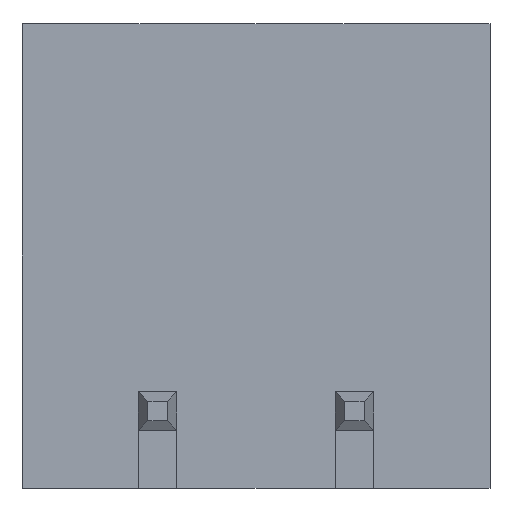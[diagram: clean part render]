
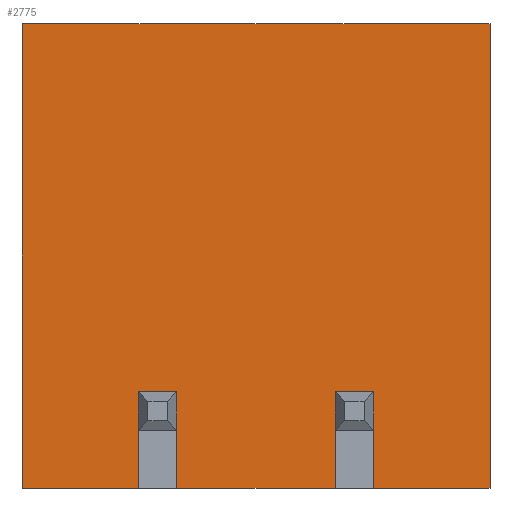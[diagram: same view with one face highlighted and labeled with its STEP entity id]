
A CAD part, front view. The second image highlights one B-rep face of the part: STEP entity #2775.
In plain terms, the highlighted planar face has unit normal (0, -1, 0).
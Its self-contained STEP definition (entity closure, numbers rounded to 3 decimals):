
#6 = CARTESIAN_POINT ( 'NONE',  ( 2.04, 0., -6. ) ) ;
#42 = DIRECTION ( 'NONE',  ( -1., 0., 0. ) ) ;
#69 = LINE ( 'NONE', #1646, #726 ) ;
#83 = VERTEX_POINT ( 'NONE', #6 ) ;
#95 = LINE ( 'NONE', #1344, #2057 ) ;
#154 = PLANE ( 'NONE',  #3952 ) ;
#326 = EDGE_CURVE ( 'NONE', #344, #83, #2529, .T. ) ;
#344 = VERTEX_POINT ( 'NONE', #3194 ) ;
#432 = CARTESIAN_POINT ( 'NONE',  ( -6.04, 0., 6. ) ) ;
#451 = DIRECTION ( 'NONE',  ( 1., 0., 0. ) ) ;
#467 = VERTEX_POINT ( 'NONE', #3904 ) ;
#499 = ORIENTED_EDGE ( 'NONE', *, *, #1516, .F. ) ;
#516 = VERTEX_POINT ( 'NONE', #2888 ) ;
#529 = EDGE_CURVE ( 'NONE', #1325, #3040, #581, .T. ) ;
#548 = VECTOR ( 'NONE', #2780, 1000. ) ;
#572 = CARTESIAN_POINT ( 'NONE',  ( -6.04, 0., -6. ) ) ;
#580 = LINE ( 'NONE', #2528, #1131 ) ;
#581 = LINE ( 'NONE', #2918, #3518 ) ;
#590 = DIRECTION ( 'NONE',  ( -1., 0., 0. ) ) ;
#638 = EDGE_CURVE ( 'NONE', #516, #1325, #2668, .T. ) ;
#695 = CARTESIAN_POINT ( 'NONE',  ( -2.04, 0., -6. ) ) ;
#711 = ORIENTED_EDGE ( 'NONE', *, *, #2567, .F. ) ;
#726 = VECTOR ( 'NONE', #42, 1000. ) ;
#766 = ORIENTED_EDGE ( 'NONE', *, *, #326, .F. ) ;
#790 = VECTOR ( 'NONE', #3415, 1000. ) ;
#796 = VERTEX_POINT ( 'NONE', #695 ) ;
#838 = CARTESIAN_POINT ( 'NONE',  ( -6.04, 0., -6. ) ) ;
#905 = ORIENTED_EDGE ( 'NONE', *, *, #638, .F. ) ;
#926 = DIRECTION ( 'NONE',  ( 0., 0., -1. ) ) ;
#936 = DIRECTION ( 'NONE',  ( 0., 0., 1. ) ) ;
#957 = VERTEX_POINT ( 'NONE', #972 ) ;
#972 = CARTESIAN_POINT ( 'NONE',  ( 3.04, 0., -6. ) ) ;
#973 = VERTEX_POINT ( 'NONE', #2524 ) ;
#995 = CARTESIAN_POINT ( 'NONE',  ( 0., 0., -3.5 ) ) ;
#1090 = CARTESIAN_POINT ( 'NONE',  ( 0., 0., 0. ) ) ;
#1131 = VECTOR ( 'NONE', #936, 1000. ) ;
#1170 = CARTESIAN_POINT ( 'NONE',  ( 6.04, 0., 6. ) ) ;
#1209 = CARTESIAN_POINT ( 'NONE',  ( -6.04, 0., -6. ) ) ;
#1216 = CARTESIAN_POINT ( 'NONE',  ( 6.04, 0., -6. ) ) ;
#1241 = EDGE_CURVE ( 'NONE', #3845, #3567, #1244, .T. ) ;
#1244 = LINE ( 'NONE', #2676, #1504 ) ;
#1289 = DIRECTION ( 'NONE',  ( 0., 0., -1. ) ) ;
#1325 = VERTEX_POINT ( 'NONE', #1170 ) ;
#1344 = CARTESIAN_POINT ( 'NONE',  ( -2.04, 0., -3.5 ) ) ;
#1504 = VECTOR ( 'NONE', #2085, 1000. ) ;
#1516 = EDGE_CURVE ( 'NONE', #2458, #516, #580, .T. ) ;
#1522 = FACE_OUTER_BOUND ( 'NONE', #2064, .T. ) ;
#1550 = EDGE_CURVE ( 'NONE', #973, #344, #3661, .T. ) ;
#1608 = CARTESIAN_POINT ( 'NONE',  ( -3.04, 0., -3.5 ) ) ;
#1611 = VECTOR ( 'NONE', #451, 1000. ) ;
#1646 = CARTESIAN_POINT ( 'NONE',  ( -6.04, 0., -6. ) ) ;
#1662 = DIRECTION ( 'NONE',  ( 0., 0., -1. ) ) ;
#1744 = ORIENTED_EDGE ( 'NONE', *, *, #1550, .F. ) ;
#1790 = EDGE_CURVE ( 'NONE', #3567, #2458, #69, .T. ) ;
#1812 = CARTESIAN_POINT ( 'NONE',  ( 3.04, 0., -3.5 ) ) ;
#1860 = ORIENTED_EDGE ( 'NONE', *, *, #3128, .F. ) ;
#1918 = VECTOR ( 'NONE', #4038, 1000. ) ;
#1970 = ORIENTED_EDGE ( 'NONE', *, *, #3163, .T. ) ;
#2057 = VECTOR ( 'NONE', #1289, 1000. ) ;
#2064 = EDGE_LOOP ( 'NONE', ( #766, #1744, #3239, #711, #3685, #905, #499, #2936, #3359, #1860, #1970, #2540 ) ) ;
#2085 = DIRECTION ( 'NONE',  ( 0., 0., -1. ) ) ;
#2458 = VERTEX_POINT ( 'NONE', #838 ) ;
#2461 = EDGE_CURVE ( 'NONE', #973, #957, #3255, .T. ) ;
#2503 = CARTESIAN_POINT ( 'NONE',  ( 0., 0., -3.5 ) ) ;
#2524 = CARTESIAN_POINT ( 'NONE',  ( 3.04, 0., -3.5 ) ) ;
#2528 = CARTESIAN_POINT ( 'NONE',  ( -6.04, 0., 6. ) ) ;
#2529 = LINE ( 'NONE', #3522, #3961 ) ;
#2540 = ORIENTED_EDGE ( 'NONE', *, *, #2810, .F. ) ;
#2567 = EDGE_CURVE ( 'NONE', #3040, #957, #3281, .T. ) ;
#2585 = VECTOR ( 'NONE', #2877, 1000. ) ;
#2668 = LINE ( 'NONE', #432, #1611 ) ;
#2676 = CARTESIAN_POINT ( 'NONE',  ( -3.04, 0., -3.5 ) ) ;
#2775 = ADVANCED_FACE ( 'NONE', ( #1522 ), #154, .T. ) ;
#2780 = DIRECTION ( 'NONE',  ( -1., 0., 0. ) ) ;
#2810 = EDGE_CURVE ( 'NONE', #83, #796, #3785, .T. ) ;
#2877 = DIRECTION ( 'NONE',  ( -1., 0., 0. ) ) ;
#2888 = CARTESIAN_POINT ( 'NONE',  ( -6.04, 0., 6. ) ) ;
#2918 = CARTESIAN_POINT ( 'NONE',  ( 6.04, 0., 6. ) ) ;
#2936 = ORIENTED_EDGE ( 'NONE', *, *, #1790, .F. ) ;
#3040 = VERTEX_POINT ( 'NONE', #1216 ) ;
#3128 = EDGE_CURVE ( 'NONE', #467, #3845, #3439, .T. ) ;
#3163 = EDGE_CURVE ( 'NONE', #467, #796, #95, .T. ) ;
#3194 = CARTESIAN_POINT ( 'NONE',  ( 2.04, 0., -3.5 ) ) ;
#3239 = ORIENTED_EDGE ( 'NONE', *, *, #2461, .T. ) ;
#3255 = LINE ( 'NONE', #1812, #790 ) ;
#3281 = LINE ( 'NONE', #1209, #548 ) ;
#3312 = DIRECTION ( 'NONE',  ( 0., 0., -1. ) ) ;
#3358 = CARTESIAN_POINT ( 'NONE',  ( -3.04, 0., -6. ) ) ;
#3359 = ORIENTED_EDGE ( 'NONE', *, *, #1241, .F. ) ;
#3415 = DIRECTION ( 'NONE',  ( 0., 0., -1. ) ) ;
#3439 = LINE ( 'NONE', #995, #2585 ) ;
#3518 = VECTOR ( 'NONE', #1662, 1000. ) ;
#3522 = CARTESIAN_POINT ( 'NONE',  ( 2.04, 0., -3.5 ) ) ;
#3567 = VERTEX_POINT ( 'NONE', #3358 ) ;
#3661 = LINE ( 'NONE', #2503, #3958 ) ;
#3685 = ORIENTED_EDGE ( 'NONE', *, *, #529, .F. ) ;
#3785 = LINE ( 'NONE', #572, #1918 ) ;
#3845 = VERTEX_POINT ( 'NONE', #1608 ) ;
#3904 = CARTESIAN_POINT ( 'NONE',  ( -2.04, 0., -3.5 ) ) ;
#3952 = AXIS2_PLACEMENT_3D ( 'NONE', #1090, #3995, #3312 ) ;
#3958 = VECTOR ( 'NONE', #590, 1000. ) ;
#3961 = VECTOR ( 'NONE', #926, 1000. ) ;
#3995 = DIRECTION ( 'NONE',  ( 0., -1., 0. ) ) ;
#4038 = DIRECTION ( 'NONE',  ( -1., 0., 0. ) ) ;
